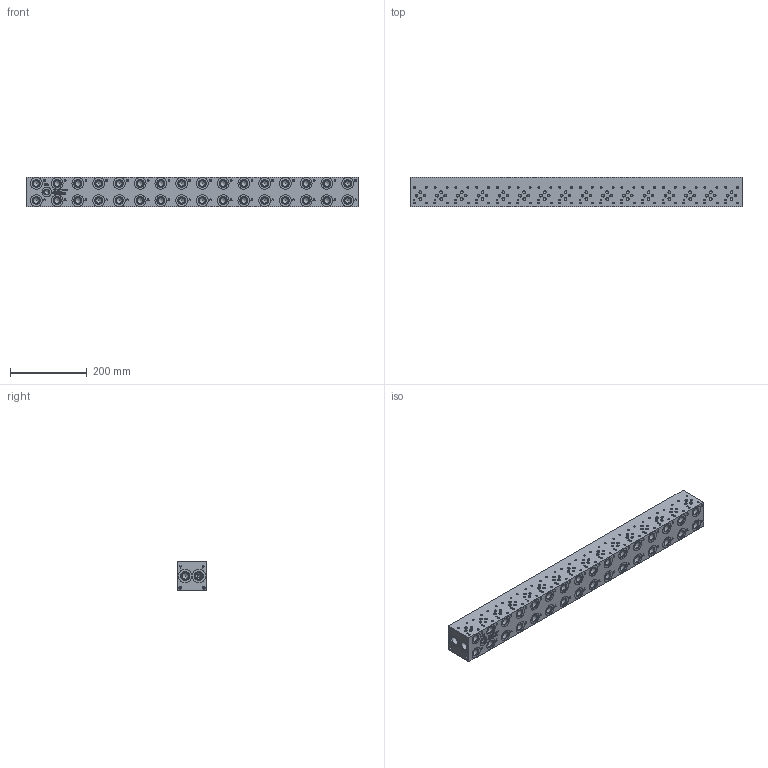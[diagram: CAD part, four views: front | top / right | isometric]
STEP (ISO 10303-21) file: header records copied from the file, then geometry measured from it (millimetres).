
FILE_DESCRIPTION(/* description */ (''),/* implementation_level */ '2;1');
FILE_NAME(/* name */ '_D03P162S.stp',/* time_stamp */ '2022-10-17T13:43:46-04:00',/* author */ ('mikeh'),/* organization */ (''),/* preprocessor_version */ 'ST-DEVELOPER v18',/* originating_system */ 'Autodesk Inventor 2020',/* authorisation */ '');
FILE_SCHEMA (('AUTOMOTIVE_DESIGN { 1 0 10303 214 3 1 1 }'));
Products named in the file (1): Part_AD03P162S_3D
Bounding box: 863.6 x 76.2 x 76.2 mm (x, y, z)
Volume: 4728924.2 mm3; surface area: 349853.4 mm2
Topology: 1 solids, 1 shells, 1892 faces, 5184 edges, 3550 vertices
Faces by surface type: plane 833, cylinder 404, bspline 356, cone 299
Full cylindrical faces by diameter (mm): 3.785 x64, 3.962 x16, 4.826 x64, 6.35 x16, 6.528 x4, 7.137 x48, 7.925 x4, 12.294 x1, 12.9 x1, 14.275 x1, 14.3 x32, 14.529 x1, 15.875 x4, 17.501 x32, 19.05 x32, 19.253 x32, 20.447 x4, 22.225 x3, 22.23 x1, 22.555 x4, 23.901 x3, 25.019 x1, 30.632 x32, 34.138 x4
Entity records: 62785 total; most frequent: CARTESIAN_POINT 15070, ORIENTED_EDGE 9998, DIRECTION 8864, EDGE_CURVE 4999, VERTEX_POINT 3550, AXIS2_PLACEMENT_3D 3040, LINE 2784, VECTOR 2784
